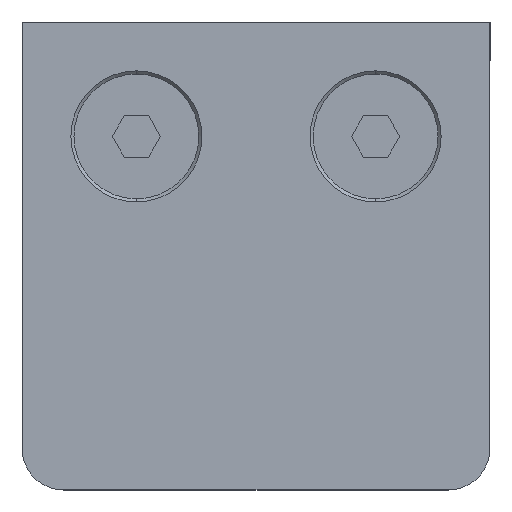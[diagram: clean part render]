
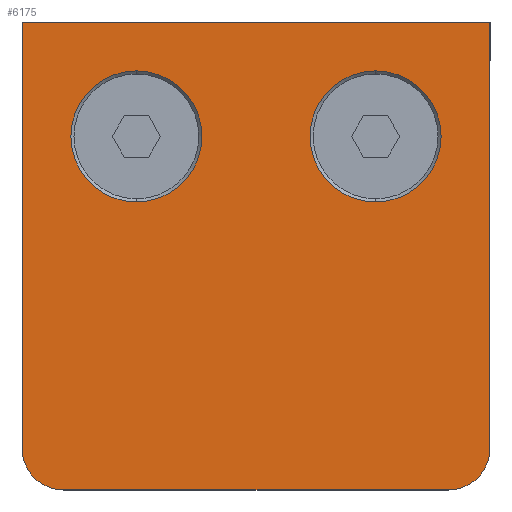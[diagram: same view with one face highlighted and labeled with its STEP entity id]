
A CAD part, front view. The second image highlights one B-rep face of the part: STEP entity #6175.
In plain terms, the highlighted planar face has unit normal (0, -1, 0).
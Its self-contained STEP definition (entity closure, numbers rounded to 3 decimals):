
#25 = LINE ( 'NONE', #5968, #4419 ) ;
#258 = CARTESIAN_POINT ( 'NONE',  ( -18.5, 0.5, -41. ) ) ;
#360 = LINE ( 'NONE', #7268, #5072 ) ;
#427 = CARTESIAN_POINT ( 'NONE',  ( -11.5, 0.5, -11. ) ) ;
#662 = VERTEX_POINT ( 'NONE', #5009 ) ;
#704 = AXIS2_PLACEMENT_3D ( 'NONE', #4829, #6406, #9103 ) ;
#737 = VERTEX_POINT ( 'NONE', #1080 ) ;
#1041 = AXIS2_PLACEMENT_3D ( 'NONE', #258, #5461, #7878 ) ;
#1080 = CARTESIAN_POINT ( 'NONE',  ( -18.5, 0.5, -45. ) ) ;
#1153 = DIRECTION ( 'NONE',  ( 0., 0., -1. ) ) ;
#1159 = EDGE_LOOP ( 'NONE', ( #10155, #3958 ) ) ;
#1349 = CARTESIAN_POINT ( 'NONE',  ( -18.5, 0.5, -41. ) ) ;
#1477 = CARTESIAN_POINT ( 'NONE',  ( 18.5, 0.5, -41. ) ) ;
#1628 = VERTEX_POINT ( 'NONE', #8723 ) ;
#1676 = CARTESIAN_POINT ( 'NONE',  ( -11.5, 0.5, -4.7 ) ) ;
#1758 = DIRECTION ( 'NONE',  ( 0., 0., -1. ) ) ;
#1919 = AXIS2_PLACEMENT_3D ( 'NONE', #427, #8895, #1153 ) ;
#1961 = VERTEX_POINT ( 'NONE', #10181 ) ;
#2188 = EDGE_CURVE ( 'NONE', #1961, #662, #360, .T. ) ;
#2283 = CIRCLE ( 'NONE', #8199, 6.3 ) ;
#2308 = CIRCLE ( 'NONE', #704, 6.3 ) ;
#2391 = ORIENTED_EDGE ( 'NONE', *, *, #5768, .F. ) ;
#2996 = CARTESIAN_POINT ( 'NONE',  ( 22.5, 0.5, -41. ) ) ;
#3009 = VERTEX_POINT ( 'NONE', #8487 ) ;
#3031 = CIRCLE ( 'NONE', #3560, 4. ) ;
#3197 = AXIS2_PLACEMENT_3D ( 'NONE', #4277, #5271, #9326 ) ;
#3388 = ORIENTED_EDGE ( 'NONE', *, *, #10397, .F. ) ;
#3560 = AXIS2_PLACEMENT_3D ( 'NONE', #1477, #9107, #8215 ) ;
#3776 = CARTESIAN_POINT ( 'NONE',  ( -22.5, 0.5, 0. ) ) ;
#3868 = FACE_OUTER_BOUND ( 'NONE', #10660, .T. ) ;
#3958 = ORIENTED_EDGE ( 'NONE', *, *, #10454, .F. ) ;
#4007 = EDGE_CURVE ( 'NONE', #737, #1961, #10728, .T. ) ;
#4036 = ORIENTED_EDGE ( 'NONE', *, *, #6840, .F. ) ;
#4153 = ORIENTED_EDGE ( 'NONE', *, *, #4007, .F. ) ;
#4277 = CARTESIAN_POINT ( 'NONE',  ( 11.5, 0.5, -11. ) ) ;
#4419 = VECTOR ( 'NONE', #10398, 1000. ) ;
#4472 = VERTEX_POINT ( 'NONE', #7918 ) ;
#4731 = ORIENTED_EDGE ( 'NONE', *, *, #8011, .F. ) ;
#4760 = DIRECTION ( 'NONE',  ( 0., 0., -1. ) ) ;
#4829 = CARTESIAN_POINT ( 'NONE',  ( 11.5, 0.5, -11. ) ) ;
#4990 = CARTESIAN_POINT ( 'NONE',  ( 18.5, 0.5, -45. ) ) ;
#5009 = CARTESIAN_POINT ( 'NONE',  ( -22.5, 0.5, 0. ) ) ;
#5069 = VERTEX_POINT ( 'NONE', #1676 ) ;
#5072 = VECTOR ( 'NONE', #9783, 1000. ) ;
#5114 = CARTESIAN_POINT ( 'NONE',  ( 11.5, 0.5, -4.7 ) ) ;
#5271 = DIRECTION ( 'NONE',  ( 0., -1., 0. ) ) ;
#5397 = VERTEX_POINT ( 'NONE', #2996 ) ;
#5461 = DIRECTION ( 'NONE',  ( 0., 1., 0. ) ) ;
#5600 = PLANE ( 'NONE',  #6629 ) ;
#5717 = VECTOR ( 'NONE', #10514, 1000. ) ;
#5768 = EDGE_CURVE ( 'NONE', #3009, #8045, #2308, .T. ) ;
#5769 = ORIENTED_EDGE ( 'NONE', *, *, #6439, .F. ) ;
#5968 = CARTESIAN_POINT ( 'NONE',  ( -18.5, 0.5, -45. ) ) ;
#6155 = EDGE_LOOP ( 'NONE', ( #2391, #4731 ) ) ;
#6175 = ADVANCED_FACE ( 'NONE', ( #7197, #9034, #3868 ), #5600, .T. ) ;
#6179 = DIRECTION ( 'NONE',  ( 0., 0., -1. ) ) ;
#6406 = DIRECTION ( 'NONE',  ( 0., -1., 0. ) ) ;
#6439 = EDGE_CURVE ( 'NONE', #662, #1628, #7989, .T. ) ;
#6545 = EDGE_CURVE ( 'NONE', #5397, #8415, #3031, .T. ) ;
#6629 = AXIS2_PLACEMENT_3D ( 'NONE', #1349, #9766, #4760 ) ;
#6778 = CIRCLE ( 'NONE', #1919, 6.3 ) ;
#6840 = EDGE_CURVE ( 'NONE', #1628, #5397, #8813, .T. ) ;
#7197 = FACE_BOUND ( 'NONE', #6155, .T. ) ;
#7268 = CARTESIAN_POINT ( 'NONE',  ( -22.5, 0.5, 0. ) ) ;
#7348 = VECTOR ( 'NONE', #6179, 1000. ) ;
#7815 = CARTESIAN_POINT ( 'NONE',  ( -11.5, 0.5, -11. ) ) ;
#7878 = DIRECTION ( 'NONE',  ( 0., 0., -1. ) ) ;
#7918 = CARTESIAN_POINT ( 'NONE',  ( -11.5, 0.5, -17.3 ) ) ;
#7989 = LINE ( 'NONE', #3776, #5717 ) ;
#8011 = EDGE_CURVE ( 'NONE', #8045, #3009, #8221, .T. ) ;
#8045 = VERTEX_POINT ( 'NONE', #5114 ) ;
#8199 = AXIS2_PLACEMENT_3D ( 'NONE', #7815, #11032, #1758 ) ;
#8215 = DIRECTION ( 'NONE',  ( 0., 0., -1. ) ) ;
#8221 = CIRCLE ( 'NONE', #3197, 6.3 ) ;
#8415 = VERTEX_POINT ( 'NONE', #4990 ) ;
#8487 = CARTESIAN_POINT ( 'NONE',  ( 11.5, 0.5, -17.3 ) ) ;
#8723 = CARTESIAN_POINT ( 'NONE',  ( 22.5, 0.5, 0. ) ) ;
#8813 = LINE ( 'NONE', #10773, #7348 ) ;
#8895 = DIRECTION ( 'NONE',  ( 0., -1., 0. ) ) ;
#9034 = FACE_BOUND ( 'NONE', #1159, .T. ) ;
#9103 = DIRECTION ( 'NONE',  ( 0., 0., -1. ) ) ;
#9107 = DIRECTION ( 'NONE',  ( 0., 1., 0. ) ) ;
#9326 = DIRECTION ( 'NONE',  ( 0., 0., -1. ) ) ;
#9766 = DIRECTION ( 'NONE',  ( 0., -1., 0. ) ) ;
#9783 = DIRECTION ( 'NONE',  ( 0., 0., 1. ) ) ;
#9932 = ORIENTED_EDGE ( 'NONE', *, *, #6545, .F. ) ;
#10155 = ORIENTED_EDGE ( 'NONE', *, *, #10936, .F. ) ;
#10181 = CARTESIAN_POINT ( 'NONE',  ( -22.5, 0.5, -41. ) ) ;
#10397 = EDGE_CURVE ( 'NONE', #8415, #737, #25, .T. ) ;
#10398 = DIRECTION ( 'NONE',  ( -1., 0., 0. ) ) ;
#10454 = EDGE_CURVE ( 'NONE', #5069, #4472, #2283, .T. ) ;
#10514 = DIRECTION ( 'NONE',  ( 1., 0., 0. ) ) ;
#10660 = EDGE_LOOP ( 'NONE', ( #10780, #4153, #3388, #9932, #4036, #5769 ) ) ;
#10728 = CIRCLE ( 'NONE', #1041, 4. ) ;
#10773 = CARTESIAN_POINT ( 'NONE',  ( 22.5, 0.5, 0. ) ) ;
#10780 = ORIENTED_EDGE ( 'NONE', *, *, #2188, .F. ) ;
#10936 = EDGE_CURVE ( 'NONE', #4472, #5069, #6778, .T. ) ;
#11032 = DIRECTION ( 'NONE',  ( 0., -1., 0. ) ) ;
